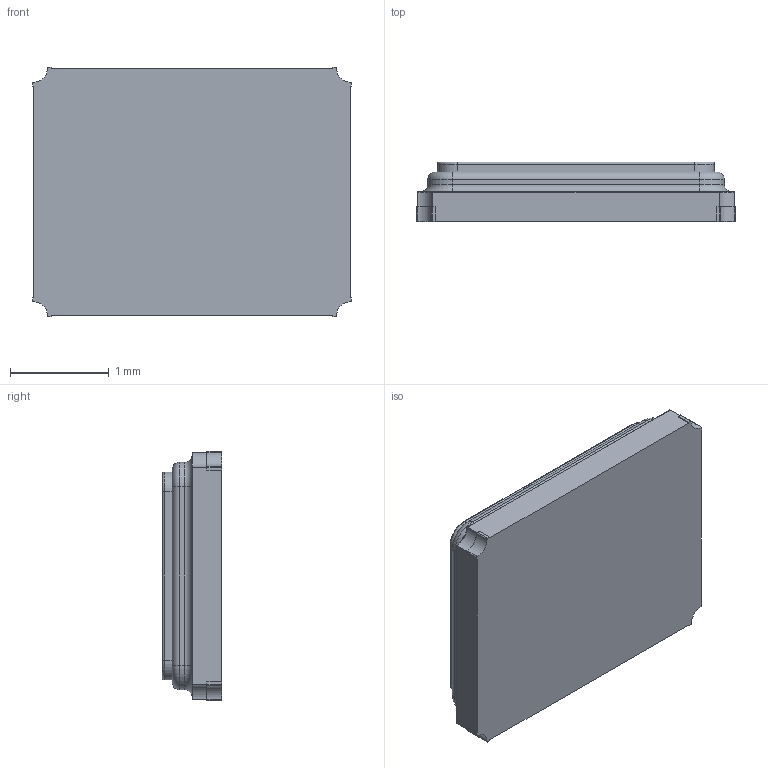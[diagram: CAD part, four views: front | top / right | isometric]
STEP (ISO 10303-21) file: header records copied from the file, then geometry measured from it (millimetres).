
FILE_DESCRIPTION (( 'STEP AP214' ), '1' );
FILE_NAME ('NDK NX3225SA.STEP', '2016-01-06T01:45:24', ( '' ), ( '' ), 'SwSTEP 2.0', 'SolidWorks 2015', '' );
FILE_SCHEMA (( 'AUTOMOTIVE_DESIGN' ));
Length unit declared in the file: millimetre
Products named in the file (1): NDK NX3225SA
Bounding box: 3.22 x 0.6 x 2.52 mm (x, y, z)
Volume: 4.3 mm3; surface area: 21.5 mm2
Topology: 1 solids, 1 shells, 92 faces, 232 edges, 144 vertices
Faces by surface type: cylinder 40, plane 36, torus 16
Entity records: 3724 total; most frequent: CARTESIAN_POINT 613, DIRECTION 498, ORIENTED_EDGE 464, EDGE_CURVE 232, AXIS2_PLACEMENT_3D 181, VERTEX_POINT 144, LINE 136, VECTOR 136
